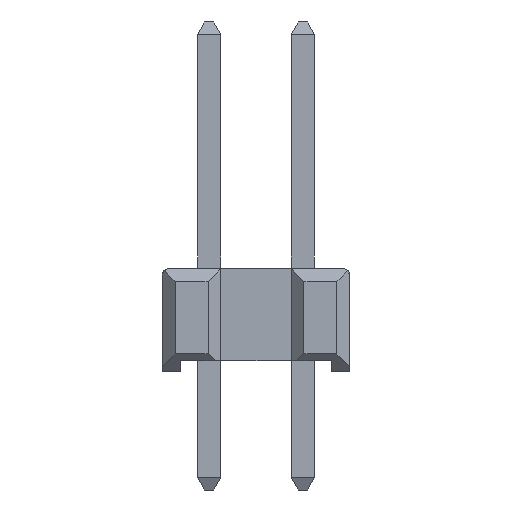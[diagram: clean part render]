
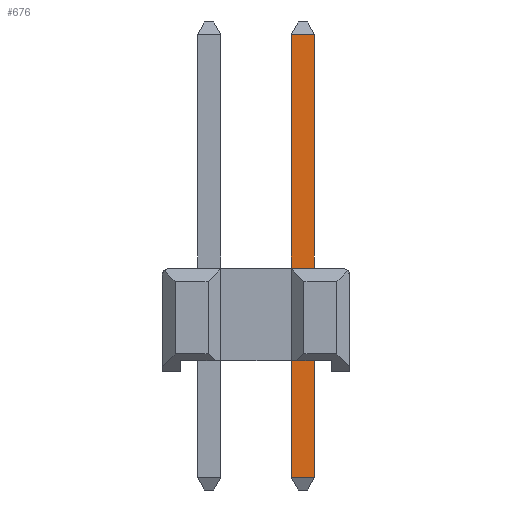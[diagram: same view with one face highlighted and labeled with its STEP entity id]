
A CAD part, left-side view. The second image highlights one B-rep face of the part: STEP entity #676.
In plain terms, the highlighted planar face has unit normal (-1, 0, 0).
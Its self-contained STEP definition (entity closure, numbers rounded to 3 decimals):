
#676=ADVANCED_FACE('',(#1696),#25274,.T.);
#1696=FACE_OUTER_BOUND('',#2716,.T.);
#2716=EDGE_LOOP('',(#3805,#3806,#3807,#3808));
#3805=ORIENTED_EDGE('',*,*,#21233,.T.);
#3806=ORIENTED_EDGE('',*,*,#21232,.F.);
#3807=ORIENTED_EDGE('',*,*,#21234,.T.);
#3808=ORIENTED_EDGE('',*,*,#21223,.F.);
#8773=PCURVE('',#26203,#13753);
#8784=PCURVE('',#26204,#13764);
#8785=PCURVE('',#25274,#13765);
#8786=PCURVE('',#25274,#13766);
#8787=PCURVE('',#25274,#13767);
#8788=PCURVE('',#25274,#13768);
#8806=PCURVE('',#25279,#13786);
#8819=PCURVE('',#25282,#13799);
#13753=DEFINITIONAL_REPRESENTATION('',(#26487),#57361);
#13764=DEFINITIONAL_REPRESENTATION('',(#26507),#57361);
#13765=DEFINITIONAL_REPRESENTATION('',(#26509),#57361);
#13766=DEFINITIONAL_REPRESENTATION('',(#26510),#57361);
#13767=DEFINITIONAL_REPRESENTATION('',(#26512),#57361);
#13768=DEFINITIONAL_REPRESENTATION('',(#26513),#57361);
#13786=DEFINITIONAL_REPRESENTATION('',(#26539),#57361);
#13799=DEFINITIONAL_REPRESENTATION('',(#26559),#57361);
#18733=SURFACE_CURVE('',#26486,(#8773,#8788),.PCURVE_S1.);
#18742=SURFACE_CURVE('',#26506,(#8784,#8786),.PCURVE_S1.);
#18743=SURFACE_CURVE('',#26508,(#8785,#8806),.PCURVE_S1.);
#18744=SURFACE_CURVE('',#26511,(#8787,#8819),.PCURVE_S1.);
#21223=EDGE_CURVE('',#23715,#23713,#18733,.T.);
#21232=EDGE_CURVE('',#23719,#23720,#18742,.T.);
#21233=EDGE_CURVE('',#23715,#23720,#18743,.T.);
#21234=EDGE_CURVE('',#23719,#23713,#18744,.T.);
#23713=VERTEX_POINT('',#35963);
#23715=VERTEX_POINT('',#35965);
#23719=VERTEX_POINT('',#35969);
#23720=VERTEX_POINT('',#35970);
#25274=PLANE('',#33724);
#25279=PLANE('',#33729);
#25282=PLANE('',#33732);
#26203=B_SPLINE_SURFACE_WITH_KNOTS('',1,1,((#35943,#35944),(#35945,#35946)),
 .UNSPECIFIED.,.F.,.F.,.F.,(2,2),(2,2),(-9.358,0.093),
(-0.64,0.01),.UNSPECIFIED.);
#26204=B_SPLINE_SURFACE_WITH_KNOTS('',1,1,((#35948,#35949),(#35950,#35951)),
 .UNSPECIFIED.,.F.,.F.,.F.,(2,2),(2,2),(-0.64,0.01),(-9.358,
0.093),.UNSPECIFIED.);
#26486=B_SPLINE_CURVE_WITH_KNOTS('',1,(#35979,#35980),.UNSPECIFIED.,.F.,
 .F.,(2,2),(-20.383,-11.156),.UNSPECIFIED.);
#26487=B_SPLINE_CURVE_WITH_KNOTS('',1,(#35981,#35982),.UNSPECIFIED.,.F.,
 .F.,(2,2),(-20.383,-11.156),.UNSPECIFIED.);
#26506=B_SPLINE_CURVE_WITH_KNOTS('',1,(#36025,#36026),.UNSPECIFIED.,.F.,
 .F.,(2,2),(-10.526,-1.298),.UNSPECIFIED.);
#26507=B_SPLINE_CURVE_WITH_KNOTS('',1,(#36027,#36028),.UNSPECIFIED.,.F.,
 .F.,(2,2),(-10.526,-1.298),.UNSPECIFIED.);
#26508=B_SPLINE_CURVE_WITH_KNOTS('',1,(#36029,#36030),.UNSPECIFIED.,.F.,
 .F.,(2,2),(0.,0.63),.UNSPECIFIED.);
#26509=B_SPLINE_CURVE_WITH_KNOTS('',1,(#36031,#36032),.UNSPECIFIED.,.F.,
 .F.,(2,2),(0.,0.63),.UNSPECIFIED.);
#26510=B_SPLINE_CURVE_WITH_KNOTS('',1,(#36033,#36034),.UNSPECIFIED.,.F.,
 .F.,(2,2),(-10.526,-1.298),.UNSPECIFIED.);
#26511=B_SPLINE_CURVE_WITH_KNOTS('',1,(#36035,#36036),.UNSPECIFIED.,.F.,
 .F.,(2,2),(10.526,11.156),.UNSPECIFIED.);
#26512=B_SPLINE_CURVE_WITH_KNOTS('',1,(#36037,#36038),.UNSPECIFIED.,.F.,
 .F.,(2,2),(10.526,11.156),.UNSPECIFIED.);
#26513=B_SPLINE_CURVE_WITH_KNOTS('',1,(#36039,#36040),.UNSPECIFIED.,.F.,
 .F.,(2,2),(-20.383,-11.156),.UNSPECIFIED.);
#26539=B_SPLINE_CURVE_WITH_KNOTS('',1,(#36091,#36092),.UNSPECIFIED.,.F.,
 .F.,(2,2),(0.,0.63),.UNSPECIFIED.);
#26559=B_SPLINE_CURVE_WITH_KNOTS('',1,(#36131,#36132),.UNSPECIFIED.,.F.,
 .F.,(2,2),(10.526,11.156),.UNSPECIFIED.);
#33724=AXIS2_PLACEMENT_3D('',#35952,#34658,$);
#33729=AXIS2_PLACEMENT_3D('',#35957,#34663,$);
#33732=AXIS2_PLACEMENT_3D('',#35960,#34666,$);
#34658=DIRECTION('',(-1.,0.,0.));
#34663=DIRECTION('',(-0.873,0.,0.488));
#34666=DIRECTION('',(-0.873,0.,-0.487));
#35943=CARTESIAN_POINT('',(-0.325,-1.585,9.326));
#35944=CARTESIAN_POINT('',(0.325,-1.585,9.326));
#35945=CARTESIAN_POINT('',(-0.325,-1.585,-2.981));
#35946=CARTESIAN_POINT('',(0.325,-1.585,-2.981));
#35948=CARTESIAN_POINT('',(-0.325,-0.955,9.326));
#35949=CARTESIAN_POINT('',(-0.325,-0.955,-2.981));
#35950=CARTESIAN_POINT('',(0.325,-0.955,9.326));
#35951=CARTESIAN_POINT('',(0.325,-0.955,-2.981));
#35952=CARTESIAN_POINT('',(-0.315,-1.595,9.326));
#35957=CARTESIAN_POINT('',(-0.12,-1.595,9.504));
#35960=CARTESIAN_POINT('',(-0.12,-1.595,-3.209));
#35963=CARTESIAN_POINT('',(-0.315,-1.585,-2.86));
#35965=CARTESIAN_POINT('',(-0.315,-1.585,9.156));
#35969=CARTESIAN_POINT('',(-0.315,-0.955,-2.86));
#35970=CARTESIAN_POINT('',(-0.315,-0.955,9.156));
#35979=CARTESIAN_POINT('',(-0.315,-1.585,9.156));
#35980=CARTESIAN_POINT('',(-0.315,-1.585,-2.86));
#35981=CARTESIAN_POINT('',(-9.227,-0.63));
#35982=CARTESIAN_POINT('',(0.,-0.63));
#36025=CARTESIAN_POINT('',(-0.315,-0.955,-2.86));
#36026=CARTESIAN_POINT('',(-0.315,-0.955,9.156));
#36027=CARTESIAN_POINT('',(-0.63,0.));
#36028=CARTESIAN_POINT('',(-0.63,-9.227));
#36029=CARTESIAN_POINT('',(-0.315,-1.585,9.156));
#36030=CARTESIAN_POINT('',(-0.315,-0.955,9.156));
#36031=CARTESIAN_POINT('',(0.,0.038));
#36032=CARTESIAN_POINT('',(0.63,0.038));
#36033=CARTESIAN_POINT('',(0.63,9.266));
#36034=CARTESIAN_POINT('',(0.63,0.038));
#36035=CARTESIAN_POINT('',(-0.315,-0.955,-2.86));
#36036=CARTESIAN_POINT('',(-0.315,-1.585,-2.86));
#36037=CARTESIAN_POINT('',(0.63,9.266));
#36038=CARTESIAN_POINT('',(0.,9.266));
#36039=CARTESIAN_POINT('',(0.,0.038));
#36040=CARTESIAN_POINT('',(0.,9.266));
#36091=CARTESIAN_POINT('',(-0.44,0.39));
#36092=CARTESIAN_POINT('',(0.19,0.39));
#36131=CARTESIAN_POINT('',(0.389,0.19));
#36132=CARTESIAN_POINT('',(0.389,-0.44));
#57361=(
GEOMETRIC_REPRESENTATION_CONTEXT(2)
PARAMETRIC_REPRESENTATION_CONTEXT()
REPRESENTATION_CONTEXT('pspace','')
);
